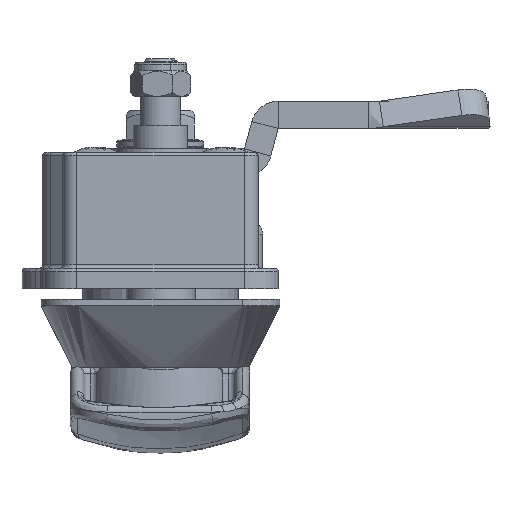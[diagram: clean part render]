
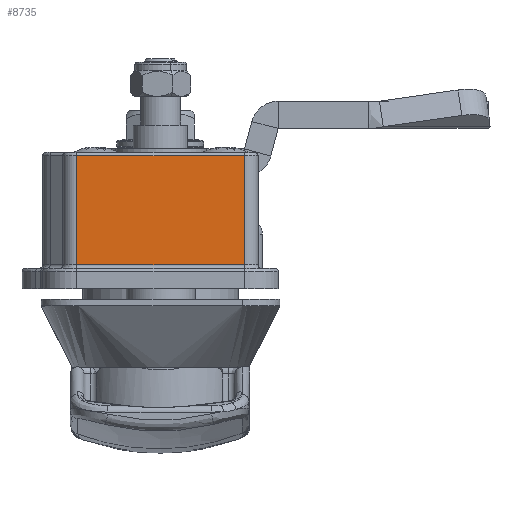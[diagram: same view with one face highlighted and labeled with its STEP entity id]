
A CAD part, left-side view. The second image highlights one B-rep face of the part: STEP entity #8735.
In plain terms, the highlighted planar face has unit normal (-1, 0, 0).
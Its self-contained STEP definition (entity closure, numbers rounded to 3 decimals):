
#228 = DIRECTION ( 'NONE',  ( 0., 0., -1. ) ) ;
#665 = CARTESIAN_POINT ( 'NONE',  ( -76.8, -62.3, 21.5 ) ) ;
#979 = ORIENTED_EDGE ( 'NONE', *, *, #21619, .F. ) ;
#2011 = VERTEX_POINT ( 'NONE', #31868 ) ;
#3461 = ORIENTED_EDGE ( 'NONE', *, *, #30642, .F. ) ;
#5522 = FACE_OUTER_BOUND ( 'NONE', #7897, .T. ) ;
#6788 = CARTESIAN_POINT ( 'NONE',  ( -76.8, -37.7, 21.5 ) ) ;
#7393 = LINE ( 'NONE', #6788, #28292 ) ;
#7543 = ORIENTED_EDGE ( 'NONE', *, *, #32603, .F. ) ;
#7897 = EDGE_LOOP ( 'NONE', ( #3461, #7543, #22710, #979 ) ) ;
#8083 = LINE ( 'NONE', #26242, #8336 ) ;
#8336 = VECTOR ( 'NONE', #39059, 1000. ) ;
#8735 = ADVANCED_FACE ( 'NONE', ( #5522 ), #39942, .F. ) ;
#9453 = CARTESIAN_POINT ( 'NONE',  ( -76.8, -37.7, 21. ) ) ;
#9862 = CARTESIAN_POINT ( 'NONE',  ( -76.8, -37.7, 5. ) ) ;
#12026 = CARTESIAN_POINT ( 'NONE',  ( -76.8, -35.5, 21. ) ) ;
#13750 = AXIS2_PLACEMENT_3D ( 'NONE', #36699, #33641, #228 ) ;
#16334 = DIRECTION ( 'NONE',  ( 0., 0., -1. ) ) ;
#16355 = DIRECTION ( 'NONE',  ( 0., 0., 1. ) ) ;
#18130 = LINE ( 'NONE', #12026, #30177 ) ;
#21619 = EDGE_CURVE ( 'NONE', #38821, #28716, #7393, .T. ) ;
#22099 = VECTOR ( 'NONE', #16334, 1000. ) ;
#22666 = VERTEX_POINT ( 'NONE', #28161 ) ;
#22710 = ORIENTED_EDGE ( 'NONE', *, *, #35011, .F. ) ;
#26242 = CARTESIAN_POINT ( 'NONE',  ( -76.8, -35.7, 5. ) ) ;
#28161 = CARTESIAN_POINT ( 'NONE',  ( -76.8, -62.3, 21. ) ) ;
#28292 = VECTOR ( 'NONE', #16355, 1000. ) ;
#28716 = VERTEX_POINT ( 'NONE', #9453 ) ;
#30177 = VECTOR ( 'NONE', #39728, 1000. ) ;
#30642 = EDGE_CURVE ( 'NONE', #2011, #38821, #8083, .T. ) ;
#31640 = LINE ( 'NONE', #665, #22099 ) ;
#31868 = CARTESIAN_POINT ( 'NONE',  ( -76.8, -62.3, 5. ) ) ;
#32603 = EDGE_CURVE ( 'NONE', #22666, #2011, #31640, .T. ) ;
#33641 = DIRECTION ( 'NONE',  ( 1., 0., 0. ) ) ;
#35011 = EDGE_CURVE ( 'NONE', #28716, #22666, #18130, .T. ) ;
#36699 = CARTESIAN_POINT ( 'NONE',  ( -76.8, -35.7, 21.5 ) ) ;
#38821 = VERTEX_POINT ( 'NONE', #9862 ) ;
#39059 = DIRECTION ( 'NONE',  ( 0., 1., 0. ) ) ;
#39728 = DIRECTION ( 'NONE',  ( 0., -1., 0. ) ) ;
#39942 = PLANE ( 'NONE',  #13750 ) ;
